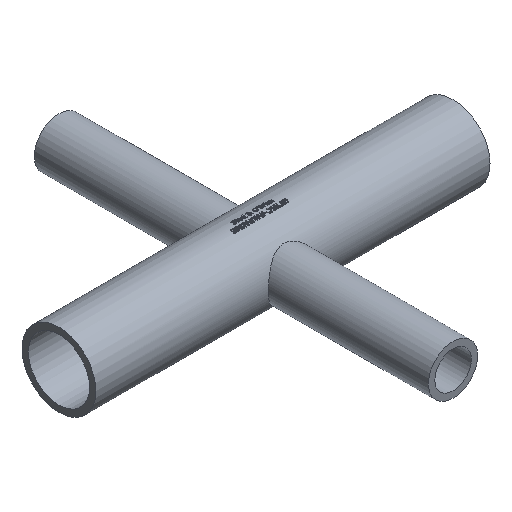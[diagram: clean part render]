
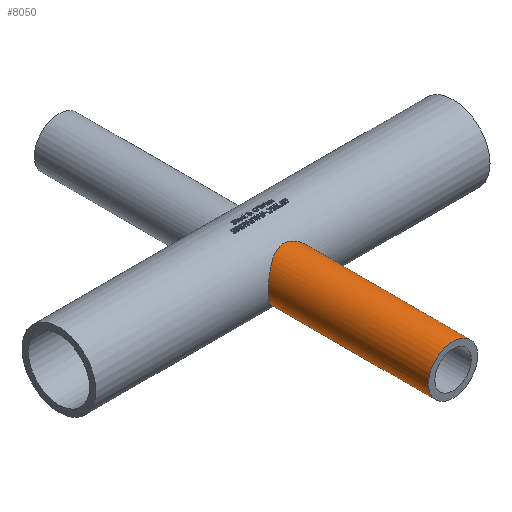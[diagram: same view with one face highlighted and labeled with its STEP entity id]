
A CAD part, isometric view. The second image highlights one B-rep face of the part: STEP entity #8050.
In plain terms, the highlighted cylindrical face has radius 6.35 mm (diameter 12.7 mm), a full revolution.
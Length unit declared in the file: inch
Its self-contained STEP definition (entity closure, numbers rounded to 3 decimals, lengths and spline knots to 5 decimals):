
#169=FACE_BOUND('',#1501,.T.);
#1005=FACE_OUTER_BOUND('',#1500,.T.);
#1500=EDGE_LOOP('',(#7529));
#1501=EDGE_LOOP('',(#7530));
#2759=CIRCLE('',#8517,0.25);
#3158=B_SPLINE_CURVE_WITH_KNOTS('',3,(#17504,#17505,#17506,#17507,#17508,
#17509,#17510,#17511,#17512,#17513,#17514,#17515,#17516,#17517,#17518,#17519,
#17520,#17521,#17522,#17523,#17524,#17525,#17526,#17527,#17528,#17529,#17530,
#17531,#17532,#17533,#17534,#17535,#17536,#17537,#17538,#17539,#17540,#17541,
#17542,#17543,#17544,#17545,#17546,#17547,#17548,#17549,#17550,#17551,#17552,
#17553,#17554,#17555,#17556,#17557,#17558,#17559,#17560,#17561,#17562,#17563,
#17564),.UNSPECIFIED.,.T.,.F.,(4,3,3,3,3,3,3,3,3,3,3,3,3,3,3,3,3,3,3,3,
4),(0.,0.2363,0.47339,0.57653,0.81389,
0.98623,1.13547,1.39617,1.50957,1.79916,
1.99127,2.16829,2.45007,2.57048,2.82155,
2.98616,3.13535,3.37589,3.48902,3.76016,
3.98635),.UNSPECIFIED.);
#3950=VERTEX_POINT('',#17503);
#3959=VERTEX_POINT('',#17765);
#5141=EDGE_CURVE('',#3950,#3950,#3158,.T.);
#5150=EDGE_CURVE('',#3959,#3959,#2759,.T.);
#7529=ORIENTED_EDGE('',*,*,#5150,.T.);
#7530=ORIENTED_EDGE('',*,*,#5141,.F.);
#7577=CYLINDRICAL_SURFACE('',#8519,0.25);
#8050=ADVANCED_FACE('',(#1005,#169),#7577,.T.);
#8517=AXIS2_PLACEMENT_3D('',#17766,#10014,#10015);
#8519=AXIS2_PLACEMENT_3D('',#17768,#10018,#10019);
#10014=DIRECTION('center_axis',(0.,1.,0.));
#10015=DIRECTION('ref_axis',(1.,0.,0.));
#10018=DIRECTION('center_axis',(0.,1.,0.));
#10019=DIRECTION('ref_axis',(1.,0.,0.));
#17503=CARTESIAN_POINT('',(-2.,-0.27951,-0.25));
#17504=CARTESIAN_POINT('Ctrl Pts',(-2.,-0.27951,-0.25));
#17505=CARTESIAN_POINT('Ctrl Pts',(-2.03101,-0.27951,
-0.25));
#17506=CARTESIAN_POINT('Ctrl Pts',(-2.06285,-0.28515,
-0.24398));
#17507=CARTESIAN_POINT('Ctrl Pts',(-2.09194,-0.29424,
-0.23248));
#17508=CARTESIAN_POINT('Ctrl Pts',(-2.12113,-0.30336,
-0.22094));
#17509=CARTESIAN_POINT('Ctrl Pts',(-2.14767,-0.31557,
-0.20387));
#17510=CARTESIAN_POINT('Ctrl Pts',(-2.16937,-0.32682,
-0.18388));
#17511=CARTESIAN_POINT('Ctrl Pts',(-2.17882,-0.33172,
-0.17518));
#17512=CARTESIAN_POINT('Ctrl Pts',(-2.18747,-0.33649,
-0.16592));
#17513=CARTESIAN_POINT('Ctrl Pts',(-2.19569,-0.3412,
-0.15558));
#17514=CARTESIAN_POINT('Ctrl Pts',(-2.2146,-0.35205,
-0.1318));
#17515=CARTESIAN_POINT('Ctrl Pts',(-2.22998,-0.36189,
-0.10315));
#17516=CARTESIAN_POINT('Ctrl Pts',(-2.23928,-0.36794,
-0.07243));
#17517=CARTESIAN_POINT('Ctrl Pts',(-2.24603,-0.37233,
-0.05013));
#17518=CARTESIAN_POINT('Ctrl Pts',(-2.2496,-0.37473,
-0.02678));
#17519=CARTESIAN_POINT('Ctrl Pts',(-2.24997,-0.37498,
-0.00408));
#17520=CARTESIAN_POINT('Ctrl Pts',(-2.25029,-0.37519,
0.01557));
#17521=CARTESIAN_POINT('Ctrl Pts',(-2.24828,-0.37384,
0.03557));
#17522=CARTESIAN_POINT('Ctrl Pts',(-2.24382,-0.37091,
0.05525));
#17523=CARTESIAN_POINT('Ctrl Pts',(-2.23603,-0.36579,
0.08962));
#17524=CARTESIAN_POINT('Ctrl Pts',(-2.22062,-0.35571,
0.12232));
#17525=CARTESIAN_POINT('Ctrl Pts',(-2.20051,-0.34399,
0.14932));
#17526=CARTESIAN_POINT('Ctrl Pts',(-2.19176,-0.33889,
0.16107));
#17527=CARTESIAN_POINT('Ctrl Pts',(-2.18234,-0.33361,
0.17161));
#17528=CARTESIAN_POINT('Ctrl Pts',(-2.17216,-0.32827,
0.18128));
#17529=CARTESIAN_POINT('Ctrl Pts',(-2.14615,-0.31463,
0.20598));
#17530=CARTESIAN_POINT('Ctrl Pts',(-2.11278,-0.29932,
0.22642));
#17531=CARTESIAN_POINT('Ctrl Pts',(-2.07609,-0.28968,
0.23814));
#17532=CARTESIAN_POINT('Ctrl Pts',(-2.05175,-0.28329,
0.24592));
#17533=CARTESIAN_POINT('Ctrl Pts',(-2.02597,-0.27958,
0.24992));
#17534=CARTESIAN_POINT('Ctrl Pts',(-2.00075,-0.27951,
0.25));
#17535=CARTESIAN_POINT('Ctrl Pts',(-1.97751,-0.27945,
0.25007));
#17536=CARTESIAN_POINT('Ctrl Pts',(-1.9538,-0.28245,
0.24682));
#17537=CARTESIAN_POINT('Ctrl Pts',(-1.93113,-0.28787,
0.24033));
#17538=CARTESIAN_POINT('Ctrl Pts',(-1.89505,-0.2965,
0.22999));
#17539=CARTESIAN_POINT('Ctrl Pts',(-1.86179,-0.31097,
0.2113));
#17540=CARTESIAN_POINT('Ctrl Pts',(-1.83522,-0.32446,
0.18801));
#17541=CARTESIAN_POINT('Ctrl Pts',(-1.82387,-0.33023,
0.17806));
#17542=CARTESIAN_POINT('Ctrl Pts',(-1.81371,-0.33581,
0.16743));
#17543=CARTESIAN_POINT('Ctrl Pts',(-1.80413,-0.34131,
0.15535));
#17544=CARTESIAN_POINT('Ctrl Pts',(-1.78415,-0.35277,
0.13016));
#17545=CARTESIAN_POINT('Ctrl Pts',(-1.76816,-0.36308,
0.09951));
#17546=CARTESIAN_POINT('Ctrl Pts',(-1.75909,-0.369,
0.06679));
#17547=CARTESIAN_POINT('Ctrl Pts',(-1.75314,-0.37289,
0.04533));
#17548=CARTESIAN_POINT('Ctrl Pts',(-1.75013,-0.37492,
0.02305));
#17549=CARTESIAN_POINT('Ctrl Pts',(-1.75,-0.375,
0.00142));
#17550=CARTESIAN_POINT('Ctrl Pts',(-1.74989,-0.37507,
-0.01819));
#17551=CARTESIAN_POINT('Ctrl Pts',(-1.75212,-0.37357,
-0.03827));
#17552=CARTESIAN_POINT('Ctrl Pts',(-1.7568,-0.3705,
-0.0579));
#17553=CARTESIAN_POINT('Ctrl Pts',(-1.76433,-0.36556,
-0.08954));
#17554=CARTESIAN_POINT('Ctrl Pts',(-1.77829,-0.35646,
-0.11966));
#17555=CARTESIAN_POINT('Ctrl Pts',(-1.79642,-0.34579,
-0.1451));
#17556=CARTESIAN_POINT('Ctrl Pts',(-1.80494,-0.34077,
-0.15706));
#17557=CARTESIAN_POINT('Ctrl Pts',(-1.8143,-0.33547,
-0.16796));
#17558=CARTESIAN_POINT('Ctrl Pts',(-1.8242,-0.3302,
-0.17774));
#17559=CARTESIAN_POINT('Ctrl Pts',(-1.84791,-0.31758,-0.2012));
#17560=CARTESIAN_POINT('Ctrl Pts',(-1.87818,-0.30321,
-0.22125));
#17561=CARTESIAN_POINT('Ctrl Pts',(-1.91181,-0.29309,
-0.23393));
#17562=CARTESIAN_POINT('Ctrl Pts',(-1.93986,-0.28465,
-0.2445));
#17563=CARTESIAN_POINT('Ctrl Pts',(-1.97032,-0.27951,
-0.25));
#17564=CARTESIAN_POINT('Ctrl Pts',(-2.,-0.27951,-0.25));
#17765=CARTESIAN_POINT('',(-2.25,-2.,0.));
#17766=CARTESIAN_POINT('Origin',(-2.,-2.,0.));
#17768=CARTESIAN_POINT('Origin',(-2.,0.,0.));
